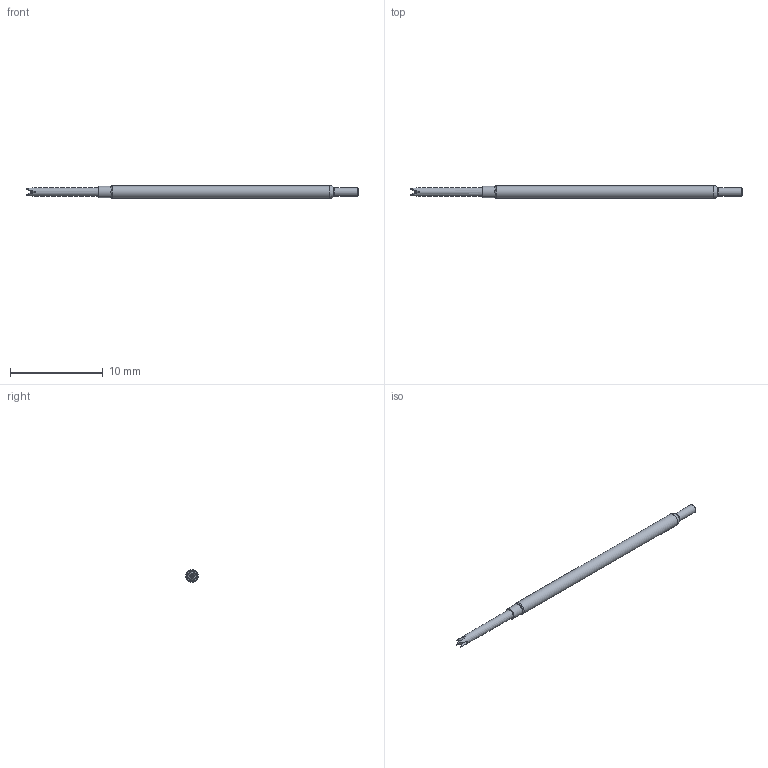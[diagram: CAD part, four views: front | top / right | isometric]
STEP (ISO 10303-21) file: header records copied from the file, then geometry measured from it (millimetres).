
FILE_DESCRIPTION (( 'STEP AP214' ), '1' );
FILE_NAME ('X75-2544.STEP', '2020-04-14T17:53:46', ( '' ), ( '' ), 'SwSTEP 2.0', 'SolidWorks 2019', '' );
FILE_SCHEMA (( 'AUTOMOTIVE_DESIGN' ));
Length unit declared in the file: inch
Products named in the file (1): X75-2544
Bounding box: 35.81 x 1.37 x 1.37 mm (x, y, z)
Volume: 43.4 mm3; surface area: 140.5 mm2
Topology: 1 solids, 1 shells, 28 faces, 63 edges, 38 vertices
Faces by surface type: cone 11, cylinder 7, plane 6, torus 4
Full cylindrical faces by diameter (mm): 0.922 x1, 1.232 x1, 1.367 x1
Entity records: 1134 total; most frequent: CARTESIAN_POINT 200, DIRECTION 104, ORIENTED_EDGE 102, AXIS2_PLACEMENT_3D 52, EDGE_CURVE 51, EDGE_LOOP 39, VERTEX_POINT 36, FACE_OUTER_BOUND 35
